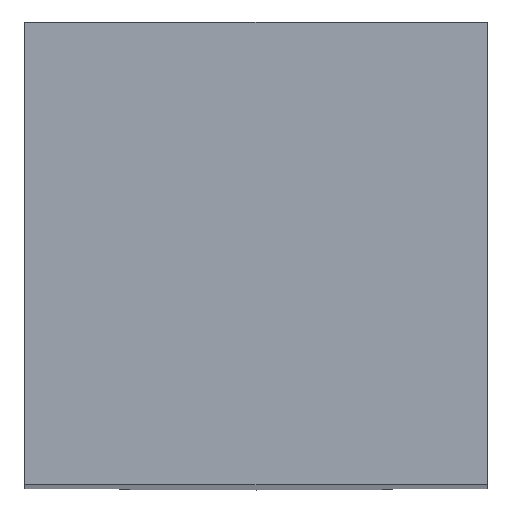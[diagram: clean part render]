
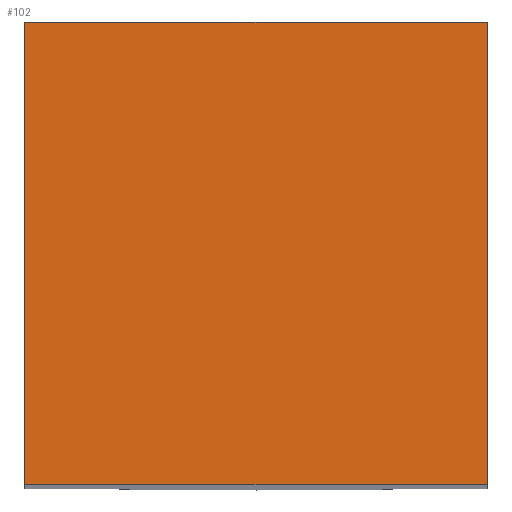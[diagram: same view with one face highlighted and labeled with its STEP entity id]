
A CAD part, top view. The second image highlights one B-rep face of the part: STEP entity #102.
In plain terms, the highlighted planar face has unit normal (0, 0, 1).
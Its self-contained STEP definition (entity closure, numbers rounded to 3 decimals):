
#82=PLANE('',#502);
#102=ADVANCED_FACE('',(#133),#82,.F.);
#133=FACE_OUTER_BOUND('',#153,.T.);
#153=EDGE_LOOP('',(#325,#326,#327,#328));
#172=LINE('',#665,#206);
#175=LINE('',#675,#209);
#199=LINE('',#747,#233);
#201=LINE('',#751,#235);
#206=VECTOR('',#532,1.);
#209=VECTOR('',#541,1.);
#233=VECTOR('',#607,1.);
#235=VECTOR('',#611,1.);
#325=ORIENTED_EDGE('',*,*,#398,.F.);
#326=ORIENTED_EDGE('',*,*,#440,.F.);
#327=ORIENTED_EDGE('',*,*,#438,.F.);
#328=ORIENTED_EDGE('',*,*,#403,.F.);
#358=VERTEX_POINT('',#664);
#359=VERTEX_POINT('',#666);
#363=VERTEX_POINT('',#676);
#384=VERTEX_POINT('',#748);
#398=EDGE_CURVE('',#358,#359,#172,.T.);
#403=EDGE_CURVE('',#359,#363,#175,.T.);
#438=EDGE_CURVE('',#363,#384,#199,.T.);
#440=EDGE_CURVE('',#384,#358,#201,.T.);
#502=AXIS2_PLACEMENT_3D('',#753,#614,#615);
#532=DIRECTION('',(0.,1.,0.));
#541=DIRECTION('',(1.,0.,0.));
#607=DIRECTION('',(0.,-1.,0.));
#611=DIRECTION('',(-1.,0.,0.));
#614=DIRECTION('',(0.,0.,-1.));
#615=DIRECTION('',(0.,-1.,0.));
#664=CARTESIAN_POINT('',(0.,0.,0.));
#665=CARTESIAN_POINT('',(0.,0.,0.));
#666=CARTESIAN_POINT('',(0.,40.,0.));
#675=CARTESIAN_POINT('',(0.,40.,0.));
#676=CARTESIAN_POINT('',(40.,40.,0.));
#747=CARTESIAN_POINT('',(40.,40.,0.));
#748=CARTESIAN_POINT('',(40.,0.,0.));
#751=CARTESIAN_POINT('',(40.,0.,0.));
#753=CARTESIAN_POINT('',(20.,20.,0.));
